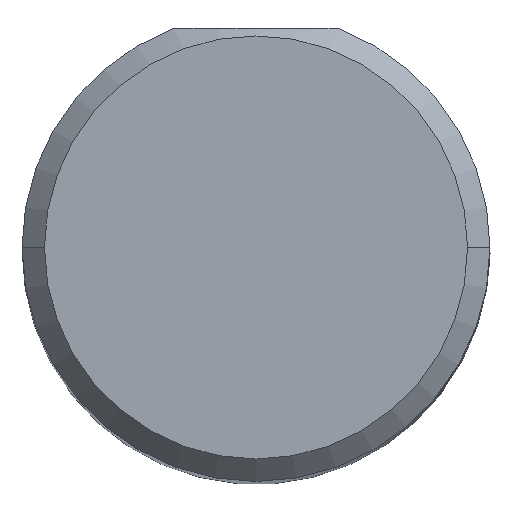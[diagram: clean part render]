
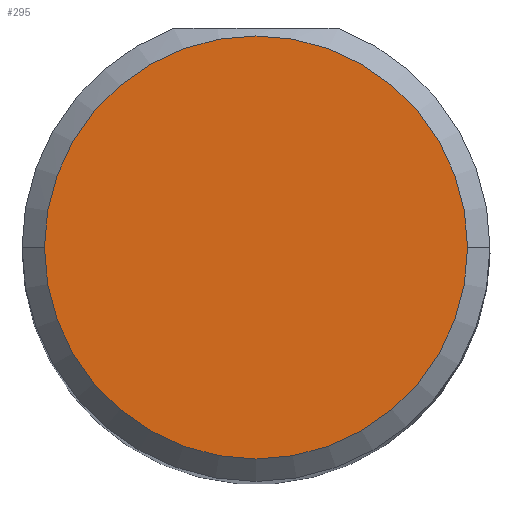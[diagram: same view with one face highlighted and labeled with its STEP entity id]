
A CAD part, top view. The second image highlights one B-rep face of the part: STEP entity #295.
In plain terms, the highlighted planar face has unit normal (0, 0, 1).
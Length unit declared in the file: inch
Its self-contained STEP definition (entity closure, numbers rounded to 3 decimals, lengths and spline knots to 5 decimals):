
#17 = DIRECTION ( 'NONE',  ( 1., 0., 0. ) ) ;
#99 = VERTEX_POINT ( 'NONE', #526 ) ;
#118 = EDGE_LOOP ( 'NONE', ( #176, #344 ) ) ;
#160 = CARTESIAN_POINT ( 'NONE',  ( 0., 0., 2.5 ) ) ;
#176 = ORIENTED_EDGE ( 'NONE', *, *, #362, .T. ) ;
#179 = CARTESIAN_POINT ( 'NONE',  ( 0., 0., 2.5 ) ) ;
#202 = DIRECTION ( 'NONE',  ( 0., 0., 1. ) ) ;
#218 = CARTESIAN_POINT ( 'NONE',  ( -0.14125, 0., 2.5 ) ) ;
#243 = PLANE ( 'NONE',  #277 ) ;
#266 = EDGE_CURVE ( 'NONE', #99, #463, #529, .T. ) ;
#277 = AXIS2_PLACEMENT_3D ( 'NONE', #179, #202, #335 ) ;
#295 = ADVANCED_FACE ( 'NONE', ( #472 ), #243, .T. ) ;
#311 = CIRCLE ( 'NONE', #530, 0.14125 ) ;
#335 = DIRECTION ( 'NONE',  ( 1., 0., 0. ) ) ;
#344 = ORIENTED_EDGE ( 'NONE', *, *, #266, .T. ) ;
#362 = EDGE_CURVE ( 'NONE', #463, #99, #311, .T. ) ;
#386 = DIRECTION ( 'NONE',  ( 0., 0., 1. ) ) ;
#418 = CARTESIAN_POINT ( 'NONE',  ( 0., 0., 2.5 ) ) ;
#463 = VERTEX_POINT ( 'NONE', #218 ) ;
#472 = FACE_OUTER_BOUND ( 'NONE', #118, .T. ) ;
#493 = AXIS2_PLACEMENT_3D ( 'NONE', #418, #539, #17 ) ;
#526 = CARTESIAN_POINT ( 'NONE',  ( 0.14125, 0., 2.5 ) ) ;
#529 = CIRCLE ( 'NONE', #493, 0.14125 ) ;
#530 = AXIS2_PLACEMENT_3D ( 'NONE', #160, #386, #562 ) ;
#539 = DIRECTION ( 'NONE',  ( 0., 0., 1. ) ) ;
#562 = DIRECTION ( 'NONE',  ( 1., 0., 0. ) ) ;
